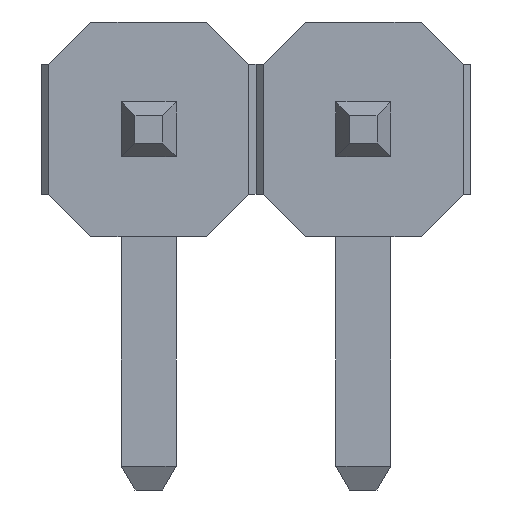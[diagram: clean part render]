
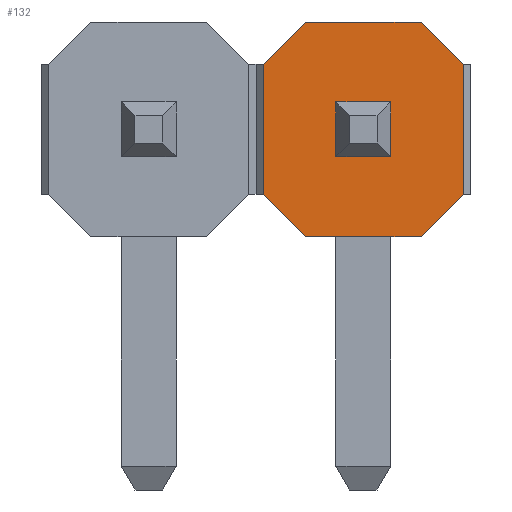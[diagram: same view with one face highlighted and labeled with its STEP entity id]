
A CAD part, front view. The second image highlights one B-rep face of the part: STEP entity #132.
In plain terms, the highlighted planar face has unit normal (0, -1, 0).
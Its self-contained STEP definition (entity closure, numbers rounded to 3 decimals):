
#132=ADVANCED_FACE('',(#804),#806,.F.);
#804=FACE_BOUND('',#805,.T.);
#805=EDGE_LOOP('',(#1321,#1322,#1323,#1324,#1325,#1326,#1327,#1328));
#806=PLANE('',#807);
#807=AXIS2_PLACEMENT_3D('',#808,#809,#810);
#808=CARTESIAN_POINT('',(2.54,-4.025,0.));
#809=DIRECTION('',(-0.,1.,0.));
#810=DIRECTION('',(1.,0.,0.));
#1321=ORIENTED_EDGE('',*,*,#1657,.T.);
#1322=ORIENTED_EDGE('',*,*,#1658,.F.);
#1323=ORIENTED_EDGE('',*,*,#1659,.F.);
#1324=ORIENTED_EDGE('',*,*,#1636,.F.);
#1325=ORIENTED_EDGE('',*,*,#1660,.T.);
#1326=ORIENTED_EDGE('',*,*,#1651,.F.);
#1327=ORIENTED_EDGE('',*,*,#1661,.F.);
#1328=ORIENTED_EDGE('',*,*,#1654,.F.);
#1636=EDGE_CURVE('',#1807,#1809,#1810,.T.);
#1651=EDGE_CURVE('',#1833,#1826,#1835,.T.);
#1654=EDGE_CURVE('',#1839,#1841,#1842,.T.);
#1657=EDGE_CURVE('',#1839,#1846,#1847,.T.);
#1658=EDGE_CURVE('',#1848,#1846,#1849,.T.);
#1659=EDGE_CURVE('',#1809,#1848,#1850,.T.);
#1660=EDGE_CURVE('',#1807,#1826,#1851,.T.);
#1661=EDGE_CURVE('',#1841,#1833,#1852,.T.);
#1807=VERTEX_POINT('',#2079);
#1809=VERTEX_POINT('',#2083);
#1810=LINE('',#2084,#2085);
#1826=VERTEX_POINT('',#2120);
#1833=VERTEX_POINT('',#2135);
#1835=LINE('',#2139,#2140);
#1839=VERTEX_POINT('',#2147);
#1841=VERTEX_POINT('',#2151);
#1842=LINE('',#2152,#2153);
#1846=VERTEX_POINT('',#2162);
#1847=LINE('',#2163,#2164);
#1848=VERTEX_POINT('',#2166);
#1849=LINE('',#2167,#2168);
#1850=LINE('',#2170,#2171);
#1851=LINE('',#2173,#2174);
#1852=LINE('',#2176,#2177);
#2079=CARTESIAN_POINT('',(3.725,-4.025,0.5));
#2083=CARTESIAN_POINT('',(3.225,-4.025,0.));
#2084=CARTESIAN_POINT('',(3.725,-4.025,0.5));
#2085=VECTOR('',#2086,1.);
#2086=DIRECTION('',(-0.707,0.,-0.707));
#2120=CARTESIAN_POINT('',(3.725,-4.025,2.04));
#2135=CARTESIAN_POINT('',(3.225,-4.025,2.54));
#2139=CARTESIAN_POINT('',(3.225,-4.025,2.54));
#2140=VECTOR('',#2141,1.);
#2141=DIRECTION('',(0.707,0.,-0.707));
#2147=CARTESIAN_POINT('',(1.355,-4.025,2.04));
#2151=CARTESIAN_POINT('',(1.855,-4.025,2.54));
#2152=CARTESIAN_POINT('',(1.355,-4.025,2.04));
#2153=VECTOR('',#2154,1.);
#2154=DIRECTION('',(0.707,0.,0.707));
#2162=CARTESIAN_POINT('',(1.355,-4.025,0.5));
#2163=CARTESIAN_POINT('',(1.355,-4.025,2.04));
#2164=VECTOR('',#2165,1.);
#2165=DIRECTION('',(0.,0.,-1.));
#2166=CARTESIAN_POINT('',(1.855,-4.025,0.));
#2167=CARTESIAN_POINT('',(1.855,-4.025,0.));
#2168=VECTOR('',#2169,1.);
#2169=DIRECTION('',(-0.707,0.,0.707));
#2170=CARTESIAN_POINT('',(3.225,-4.025,0.));
#2171=VECTOR('',#2172,1.);
#2172=DIRECTION('',(-1.,0.,0.));
#2173=CARTESIAN_POINT('',(3.725,-4.025,0.5));
#2174=VECTOR('',#2175,1.);
#2175=DIRECTION('',(0.,0.,1.));
#2176=CARTESIAN_POINT('',(1.855,-4.025,2.54));
#2177=VECTOR('',#2178,1.);
#2178=DIRECTION('',(1.,0.,0.));
